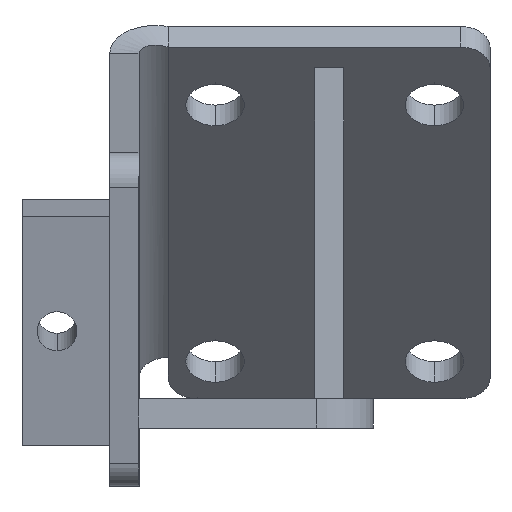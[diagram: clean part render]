
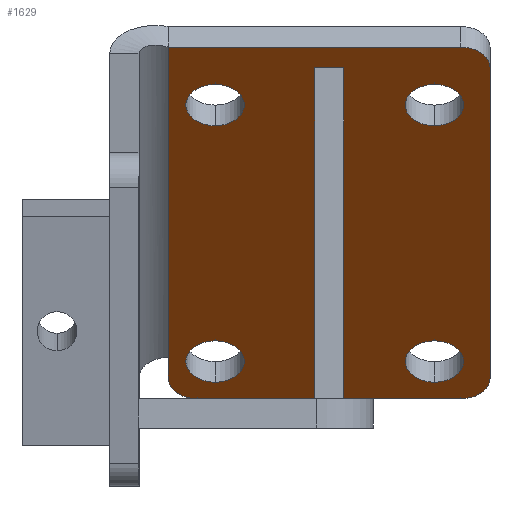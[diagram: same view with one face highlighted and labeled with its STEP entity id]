
A CAD part, front view. The second image highlights one B-rep face of the part: STEP entity #1629.
In plain terms, the highlighted planar face has unit normal (0, -0.707, -0.707).
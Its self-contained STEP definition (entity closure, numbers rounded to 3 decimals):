
#3 = DIRECTION ( 'NONE',  ( 0., -0.707, 0.707 ) ) ;
#18 = CIRCLE ( 'NONE', #534, 5. ) ;
#30 = FACE_BOUND ( 'NONE', #1228, .T. ) ;
#70 = DIRECTION ( 'NONE',  ( 0., 0.707, 0.707 ) ) ;
#75 = DIRECTION ( 'NONE',  ( 1., 0., 0. ) ) ;
#90 = VERTEX_POINT ( 'NONE', #1078 ) ;
#96 = VERTEX_POINT ( 'NONE', #1088 ) ;
#112 = CIRCLE ( 'NONE', #561, 5. ) ;
#118 = CARTESIAN_POINT ( 'NONE',  ( 18., -9.899, 2.828 ) ) ;
#122 = ORIENTED_EDGE ( 'NONE', *, *, #1456, .T. ) ;
#124 = CARTESIAN_POINT ( 'NONE',  ( 18., -9.899, 2.828 ) ) ;
#132 = CARTESIAN_POINT ( 'NONE',  ( 18., -57.276, 50.205 ) ) ;
#141 = AXIS2_PLACEMENT_3D ( 'NONE', #1729, #1741, #469 ) ;
#159 = CARTESIAN_POINT ( 'NONE',  ( 18., -13.435, 6.364 ) ) ;
#171 = CIRCLE ( 'NONE', #141, 5. ) ;
#179 = EDGE_CURVE ( 'NONE', #722, #1673, #1639, .T. ) ;
#184 = CARTESIAN_POINT ( 'NONE',  ( -19.5, -9.899, 2.828 ) ) ;
#204 = VERTEX_POINT ( 'NONE', #1681 ) ;
#220 = LINE ( 'NONE', #957, #1018 ) ;
#253 = VERTEX_POINT ( 'NONE', #271 ) ;
#263 = CIRCLE ( 'NONE', #1489, 5. ) ;
#271 = CARTESIAN_POINT ( 'NONE',  ( -27.5, -10.607, 3.536 ) ) ;
#273 = CARTESIAN_POINT ( 'NONE',  ( -27.5, -63.64, 56.569 ) ) ;
#298 = EDGE_LOOP ( 'NONE', ( #122, #1533, #1715, #1773, #1108, #1182, #886, #1361 ) ) ;
#299 = CARTESIAN_POINT ( 'NONE',  ( -27.5, -3.536, -3.536 ) ) ;
#324 = ORIENTED_EDGE ( 'NONE', *, *, #1318, .T. ) ;
#340 = EDGE_CURVE ( 'NONE', #942, #1156, #440, .T. ) ;
#351 = CARTESIAN_POINT ( 'NONE',  ( 22.5, -63.64, 56.569 ) ) ;
#365 = ORIENTED_EDGE ( 'NONE', *, *, #1594, .T. ) ;
#374 = CARTESIAN_POINT ( 'NONE',  ( 22.5, -3.536, -3.536 ) ) ;
#401 = VERTEX_POINT ( 'NONE', #374 ) ;
#413 = AXIS2_PLACEMENT_3D ( 'NONE', #1400, #1836, #1313 ) ;
#418 = DIRECTION ( 'NONE',  ( 0., 0.707, 0.707 ) ) ;
#419 = VERTEX_POINT ( 'NONE', #1093 ) ;
#424 = EDGE_LOOP ( 'NONE', ( #577, #1527 ) ) ;
#433 = DIRECTION ( 'NONE',  ( 0., 0.707, 0.707 ) ) ;
#440 = CIRCLE ( 'NONE', #905, 5. ) ;
#448 = CIRCLE ( 'NONE', #881, 5. ) ;
#469 = DIRECTION ( 'NONE',  ( 0., -0.707, 0.707 ) ) ;
#470 = EDGE_LOOP ( 'NONE', ( #1200, #324 ) ) ;
#472 = CIRCLE ( 'NONE', #1499, 5. ) ;
#475 = AXIS2_PLACEMENT_3D ( 'NONE', #1595, #745, #1289 ) ;
#489 = DIRECTION ( 'NONE',  ( 0., -0.707, 0.707 ) ) ;
#505 = CARTESIAN_POINT ( 'NONE',  ( 18., -53.74, 46.669 ) ) ;
#506 = AXIS2_PLACEMENT_3D ( 'NONE', #590, #418, #978 ) ;
#526 = LINE ( 'NONE', #1771, #849 ) ;
#534 = AXIS2_PLACEMENT_3D ( 'NONE', #715, #433, #1674 ) ;
#561 = AXIS2_PLACEMENT_3D ( 'NONE', #124, #696, #1534 ) ;
#577 = ORIENTED_EDGE ( 'NONE', *, *, #1179, .T. ) ;
#590 = CARTESIAN_POINT ( 'NONE',  ( 18., -53.74, 46.669 ) ) ;
#595 = LINE ( 'NONE', #853, #1136 ) ;
#604 = EDGE_LOOP ( 'NONE', ( #1021, #1249 ) ) ;
#615 = CARTESIAN_POINT ( 'NONE',  ( -19.5, -6.364, -0.707 ) ) ;
#626 = FACE_BOUND ( 'NONE', #424, .T. ) ;
#650 = CARTESIAN_POINT ( 'NONE',  ( -19.5, -50.205, 43.134 ) ) ;
#667 = DIRECTION ( 'NONE',  ( 0., -0.707, 0.707 ) ) ;
#678 = CIRCLE ( 'NONE', #506, 5. ) ;
#690 = DIRECTION ( 'NONE',  ( 0., 0.707, 0.707 ) ) ;
#696 = DIRECTION ( 'NONE',  ( 0., 0.707, 0.707 ) ) ;
#715 = CARTESIAN_POINT ( 'NONE',  ( -19.5, -53.74, 46.669 ) ) ;
#722 = VERTEX_POINT ( 'NONE', #159 ) ;
#723 = LINE ( 'NONE', #299, #1705 ) ;
#745 = DIRECTION ( 'NONE',  ( 0., -0.707, -0.707 ) ) ;
#753 = DIRECTION ( 'NONE',  ( 0., -0.707, 0.707 ) ) ;
#762 = EDGE_CURVE ( 'NONE', #1209, #96, #263, .T. ) ;
#767 = VERTEX_POINT ( 'NONE', #650 ) ;
#812 = VERTEX_POINT ( 'NONE', #1638 ) ;
#832 = DIRECTION ( 'NONE',  ( -1., 0., 0. ) ) ;
#849 = VECTOR ( 'NONE', #75, 1000. ) ;
#853 = CARTESIAN_POINT ( 'NONE',  ( 27.5, -3.536, -3.536 ) ) ;
#863 = EDGE_CURVE ( 'NONE', #812, #1156, #595, .T. ) ;
#881 = AXIS2_PLACEMENT_3D ( 'NONE', #505, #70, #753 ) ;
#886 = ORIENTED_EDGE ( 'NONE', *, *, #1010, .T. ) ;
#905 = AXIS2_PLACEMENT_3D ( 'NONE', #1339, #1205, #667 ) ;
#914 = CARTESIAN_POINT ( 'NONE',  ( -22.5, -7.071, 0. ) ) ;
#925 = EDGE_CURVE ( 'NONE', #1643, #419, #1607, .T. ) ;
#942 = VERTEX_POINT ( 'NONE', #351 ) ;
#957 = CARTESIAN_POINT ( 'NONE',  ( -27.5, -3.536, -3.536 ) ) ;
#971 = ORIENTED_EDGE ( 'NONE', *, *, #1187, .T. ) ;
#975 = CARTESIAN_POINT ( 'NONE',  ( -19.5, -57.276, 50.205 ) ) ;
#978 = DIRECTION ( 'NONE',  ( 0., -0.707, 0.707 ) ) ;
#1010 = EDGE_CURVE ( 'NONE', #253, #96, #220, .T. ) ;
#1018 = VECTOR ( 'NONE', #1789, 1000. ) ;
#1021 = ORIENTED_EDGE ( 'NONE', *, *, #1367, .T. ) ;
#1035 = FACE_BOUND ( 'NONE', #470, .T. ) ;
#1056 = CARTESIAN_POINT ( 'NONE',  ( -19.5, -53.74, 46.669 ) ) ;
#1061 = DIRECTION ( 'NONE',  ( 0., 0.707, 0.707 ) ) ;
#1078 = CARTESIAN_POINT ( 'NONE',  ( -27.5, -63.64, 56.569 ) ) ;
#1088 = CARTESIAN_POINT ( 'NONE',  ( -27.5, -7.071, 0. ) ) ;
#1093 = CARTESIAN_POINT ( 'NONE',  ( -19.5, -13.435, 6.364 ) ) ;
#1104 = CARTESIAN_POINT ( 'NONE',  ( 27.5, -60.104, 53.033 ) ) ;
#1108 = ORIENTED_EDGE ( 'NONE', *, *, #1129, .T. ) ;
#1123 = VERTEX_POINT ( 'NONE', #975 ) ;
#1129 = EDGE_CURVE ( 'NONE', #942, #90, #1531, .T. ) ;
#1134 = AXIS2_PLACEMENT_3D ( 'NONE', #118, #690, #1831 ) ;
#1136 = VECTOR ( 'NONE', #3, 1000. ) ;
#1148 = AXIS2_PLACEMENT_3D ( 'NONE', #1056, #1169, #1731 ) ;
#1156 = VERTEX_POINT ( 'NONE', #1104 ) ;
#1169 = DIRECTION ( 'NONE',  ( 0., 0.707, 0.707 ) ) ;
#1176 = CIRCLE ( 'NONE', #1148, 5. ) ;
#1178 = DIRECTION ( 'NONE',  ( 0., 0.707, 0.707 ) ) ;
#1179 = EDGE_CURVE ( 'NONE', #1123, #767, #18, .T. ) ;
#1182 = ORIENTED_EDGE ( 'NONE', *, *, #1264, .T. ) ;
#1187 = EDGE_CURVE ( 'NONE', #1190, #204, #678, .T. ) ;
#1190 = VERTEX_POINT ( 'NONE', #132 ) ;
#1200 = ORIENTED_EDGE ( 'NONE', *, *, #179, .T. ) ;
#1205 = DIRECTION ( 'NONE',  ( 0., 0.707, 0.707 ) ) ;
#1209 = VERTEX_POINT ( 'NONE', #1268 ) ;
#1212 = DIRECTION ( 'NONE',  ( 0., -0.707, 0.707 ) ) ;
#1228 = EDGE_LOOP ( 'NONE', ( #971, #365 ) ) ;
#1249 = ORIENTED_EDGE ( 'NONE', *, *, #925, .T. ) ;
#1260 = DIRECTION ( 'NONE',  ( 0., 0.707, -0.707 ) ) ;
#1264 = EDGE_CURVE ( 'NONE', #90, #253, #723, .T. ) ;
#1268 = CARTESIAN_POINT ( 'NONE',  ( -22.5, -3.536, -3.536 ) ) ;
#1289 = DIRECTION ( 'NONE',  ( 0., -0.707, 0.707 ) ) ;
#1306 = PLANE ( 'NONE',  #475 ) ;
#1313 = DIRECTION ( 'NONE',  ( 0., -0.707, 0.707 ) ) ;
#1318 = EDGE_CURVE ( 'NONE', #1673, #722, #112, .T. ) ;
#1339 = CARTESIAN_POINT ( 'NONE',  ( 22.5, -60.104, 53.033 ) ) ;
#1361 = ORIENTED_EDGE ( 'NONE', *, *, #762, .F. ) ;
#1367 = EDGE_CURVE ( 'NONE', #419, #1643, #472, .T. ) ;
#1400 = CARTESIAN_POINT ( 'NONE',  ( -19.5, -9.899, 2.828 ) ) ;
#1411 = EDGE_CURVE ( 'NONE', #812, #401, #171, .T. ) ;
#1430 = FACE_OUTER_BOUND ( 'NONE', #298, .T. ) ;
#1456 = EDGE_CURVE ( 'NONE', #1209, #401, #526, .T. ) ;
#1470 = CARTESIAN_POINT ( 'NONE',  ( 18., -6.364, -0.707 ) ) ;
#1489 = AXIS2_PLACEMENT_3D ( 'NONE', #914, #1061, #1212 ) ;
#1499 = AXIS2_PLACEMENT_3D ( 'NONE', #184, #1178, #489 ) ;
#1527 = ORIENTED_EDGE ( 'NONE', *, *, #1655, .T. ) ;
#1531 = LINE ( 'NONE', #273, #1611 ) ;
#1533 = ORIENTED_EDGE ( 'NONE', *, *, #1411, .F. ) ;
#1534 = DIRECTION ( 'NONE',  ( 0., -0.707, 0.707 ) ) ;
#1594 = EDGE_CURVE ( 'NONE', #204, #1190, #448, .T. ) ;
#1595 = CARTESIAN_POINT ( 'NONE',  ( 0., -3.536, -3.536 ) ) ;
#1607 = CIRCLE ( 'NONE', #413, 5. ) ;
#1611 = VECTOR ( 'NONE', #832, 1000. ) ;
#1629 = ADVANCED_FACE ( 'NONE', ( #30, #626, #1754, #1035, #1430 ), #1306, .T. ) ;
#1638 = CARTESIAN_POINT ( 'NONE',  ( 27.5, -7.071, 0. ) ) ;
#1639 = CIRCLE ( 'NONE', #1134, 5. ) ;
#1643 = VERTEX_POINT ( 'NONE', #615 ) ;
#1655 = EDGE_CURVE ( 'NONE', #767, #1123, #1176, .T. ) ;
#1673 = VERTEX_POINT ( 'NONE', #1470 ) ;
#1674 = DIRECTION ( 'NONE',  ( 0., -0.707, 0.707 ) ) ;
#1681 = CARTESIAN_POINT ( 'NONE',  ( 18., -50.205, 43.134 ) ) ;
#1705 = VECTOR ( 'NONE', #1260, 1000. ) ;
#1715 = ORIENTED_EDGE ( 'NONE', *, *, #863, .T. ) ;
#1729 = CARTESIAN_POINT ( 'NONE',  ( 22.5, -7.071, 0. ) ) ;
#1731 = DIRECTION ( 'NONE',  ( 0., -0.707, 0.707 ) ) ;
#1741 = DIRECTION ( 'NONE',  ( 0., 0.707, 0.707 ) ) ;
#1754 = FACE_BOUND ( 'NONE', #604, .T. ) ;
#1771 = CARTESIAN_POINT ( 'NONE',  ( -27.5, -3.536, -3.536 ) ) ;
#1773 = ORIENTED_EDGE ( 'NONE', *, *, #340, .F. ) ;
#1789 = DIRECTION ( 'NONE',  ( 0., 0.707, -0.707 ) ) ;
#1831 = DIRECTION ( 'NONE',  ( 0., -0.707, 0.707 ) ) ;
#1836 = DIRECTION ( 'NONE',  ( 0., 0.707, 0.707 ) ) ;
